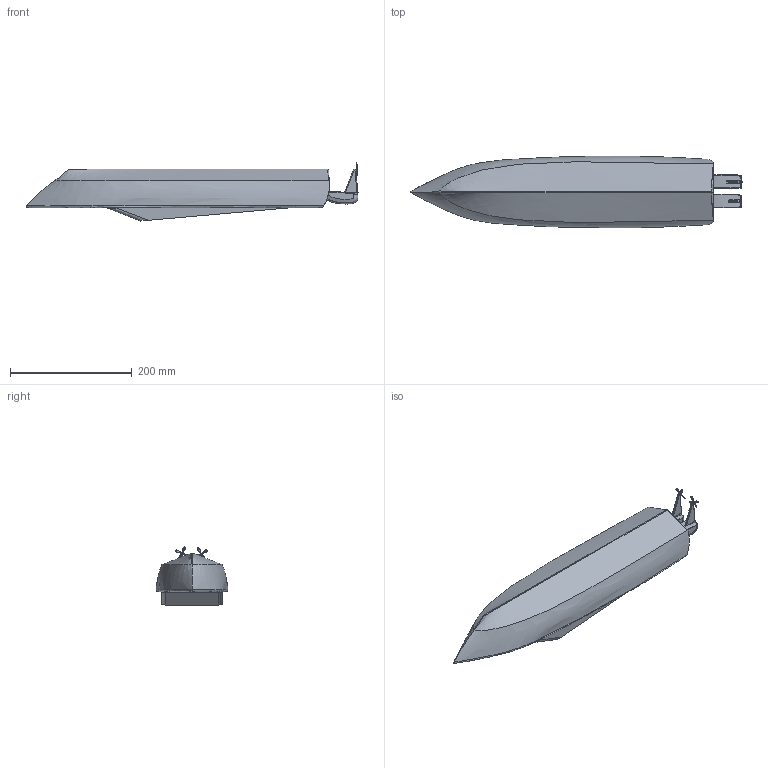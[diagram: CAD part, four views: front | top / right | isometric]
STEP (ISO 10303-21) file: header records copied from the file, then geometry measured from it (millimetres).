
FILE_DESCRIPTION(('FreeCAD Model'),'2;1');
FILE_NAME('Open CASCADE Shape Model','2025-05-05T05:01:20',('FreeCAD'),( 'FreeCAD'),'Open CASCADE STEP processor 7.6','FreeCAD','Unknown');
FILE_SCHEMA(('AUTOMOTIVE_DESIGN { 1 0 10303 214 1 1 1 1 }'));
Length unit declared in the file: millimetre
Products named in the file (1): Open CASCADE STEP translator 7.6 1
Bounding box: 545.65 x 118.29 x 95.36 mm (x, y, z)
Volume: 1797819.9 mm3; surface area: 211144.6 mm2
Topology: 22 solids, 22 shells, 255 faces, 561 edges, 316 vertices
Faces by surface type: bspline 255
Entity records: 25031 total; most frequent: CARTESIAN_POINT 21659, ORIENTED_EDGE 1058, EDGE_CURVE 529, B_SPLINE_CURVE_WITH_KNOTS 435, VERTEX_POINT 316, ADVANCED_FACE 255, FACE_BOUND 255, EDGE_LOOP 255
